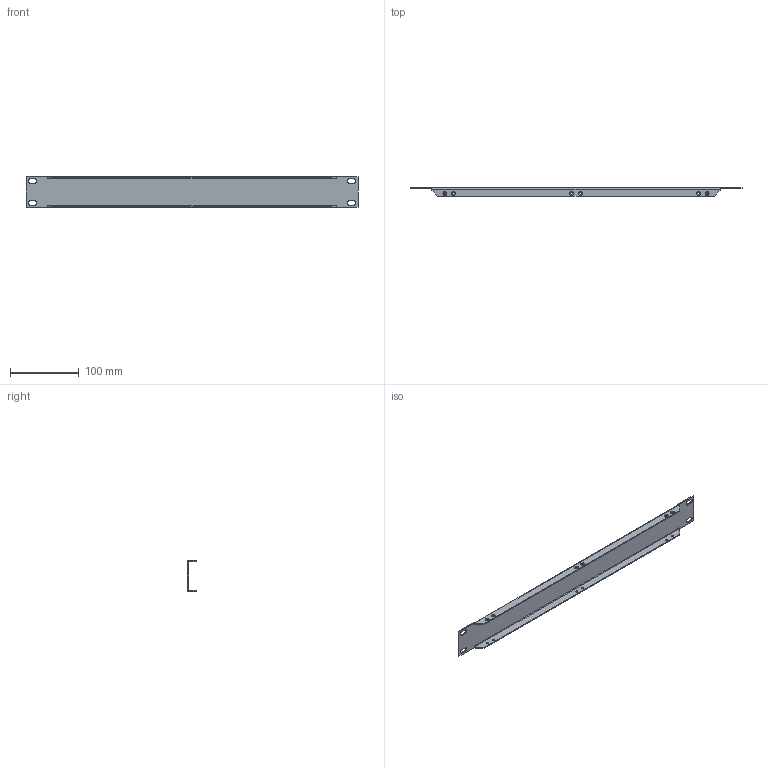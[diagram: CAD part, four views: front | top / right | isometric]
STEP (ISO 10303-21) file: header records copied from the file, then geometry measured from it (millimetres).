
FILE_DESCRIPTION (( 'STEP AP214' ), '1' );
FILE_NAME ('PR175BLK.STEP', '2019-05-10T15:28:49', ( '' ), ( '' ), 'SwSTEP 2.0', 'SolidWorks 2018', '' );
FILE_SCHEMA (( 'AUTOMOTIVE_DESIGN' ));
Length unit declared in the file: inch
Products named in the file (1): PR175BLK
Bounding box: 482.6 x 12.7 x 43.94 mm (x, y, z)
Volume: 44825.2 mm3; surface area: 60971.6 mm2
Topology: 1 solids, 1 shells, 250 faces, 668 edges, 432 vertices
Faces by surface type: plane 142, bspline 48, cylinder 36, cone 24
Entity records: 9906 total; most frequent: CARTESIAN_POINT 1975, ORIENTED_EDGE 1336, DIRECTION 1074, EDGE_CURVE 668, VECTOR 476, LINE 476, VERTEX_POINT 432, AXIS2_PLACEMENT_3D 299
